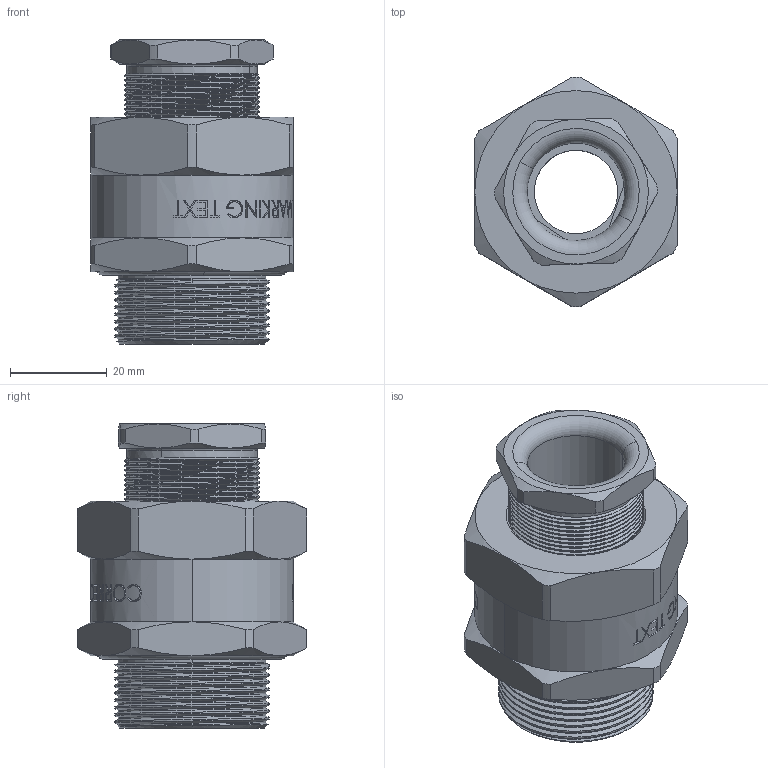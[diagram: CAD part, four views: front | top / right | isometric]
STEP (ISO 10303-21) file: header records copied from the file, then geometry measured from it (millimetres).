
FILE_DESCRIPTION (( 'STEP AP203' ), '1' );
FILE_NAME ('M32-D9-15mm D620.step', '2025-04-03T12:34:14', ( '' ), ( '' ), 'SwSTEP 2.0', 'SolidWorks 2022', '' );
FILE_SCHEMA (( 'CONFIG_CONTROL_DESIGN' ));
Length unit declared in the file: millimetre
Products named in the file (6): 750A109763; 750A109734; M32-D9-15mm D620; 750A109785; O-Ring for M32_Juks; 750A106982
Assembly tree (5 placements, depth 2):
  M32-D9-15mm D620
    750A109785
    750A109734
    750A106982
    750A109763
    O-Ring for M32_Juks
Bounding box: 42 x 47.49 x 63 mm (x, y, z)
Volume: 50172.5 mm3; surface area: 24567.3 mm2
Topology: 5 solids, 5 shells, 961 faces, 2579 edges, 1700 vertices
Faces by surface type: plane 344, bspline 292, cylinder 266, cone 49, torus 10
Entity records: 60335 total; most frequent: CARTESIAN_POINT 38948, ORIENTED_EDGE 5158, DIRECTION 3074, EDGE_CURVE 2579, VERTEX_POINT 1700, EDGE_LOOP 1043, VECTOR 1026, LINE 1026
